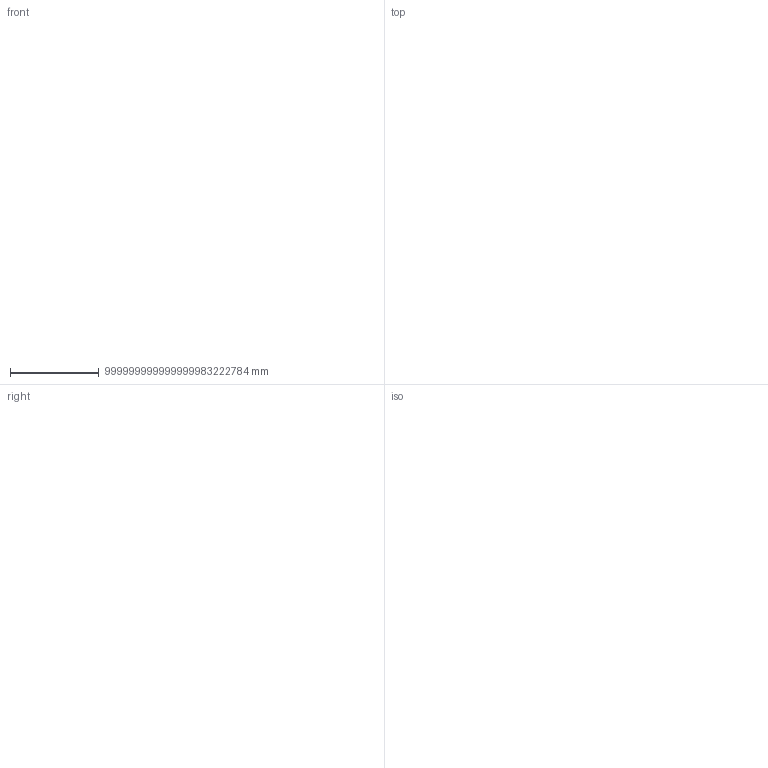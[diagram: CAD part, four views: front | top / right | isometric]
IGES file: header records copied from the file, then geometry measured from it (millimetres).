
Start section: C
Global section: file name: WE-UtWPCC_760308103204.igs; native system: By Siemens PLM Incorporated; preprocessor: XPlus GENERIC/IGES 17.0.49; author: Author; organization: Title; date: 20151119.141208; units: millimetre
Bounding box: 3734920634920639850872832 x 409689153439153487085568 x 99999999999999991611392 mm (x, y, z)
Volume: 23298247943109105156096 mm3; surface area: 151 mm2
Topology: 13 solids, 13 shells, 493 faces, 1039 edges, 591 vertices
Faces by surface type: bspline 493
